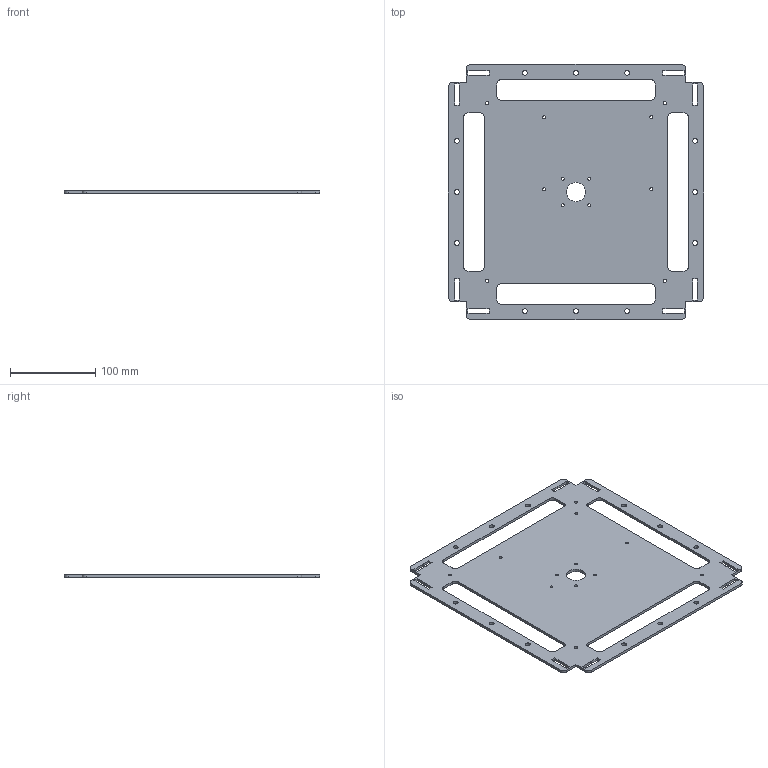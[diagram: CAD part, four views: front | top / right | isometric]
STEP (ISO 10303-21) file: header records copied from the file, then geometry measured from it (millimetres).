
FILE_DESCRIPTION(/* description */ ('Alibre Inc.'),/* implementation_level */ '2;1');
FILE_NAME(/* name */ 'export0',/* time_stamp */ '2015-07-05T23:04:13+12:00',/* author */ (''),/* organization */ (''),/* preprocessor_version */ 'ST-DEVELOPER v14',/* originating_system */ 'Alibre',/* authorisation */ '');
FILE_SCHEMA (('CONFIG_CONTROL_DESIGN'));
Length unit declared in the file: centimetre
Products named in the file (1): ID_1
Bounding box: 300 x 300 x 3.17 mm (x, y, z)
Volume: 217688.1 mm3; surface area: 148948.7 mm2
Topology: 1 solids, 1 shells, 143 faces, 423 edges, 282 vertices
Faces by surface type: plane 78, cylinder 65
Full cylindrical faces by diameter (mm): 3.5 x12, 5.5 x12, 22.5 x1
Entity records: 4653 total; most frequent: ORIENTED_EDGE 796, CARTESIAN_POINT 783, DIRECTION 672, EDGE_CURVE 398, VERTEX_POINT 282, VECTOR 268, LINE 268, EDGE_LOOP 242
